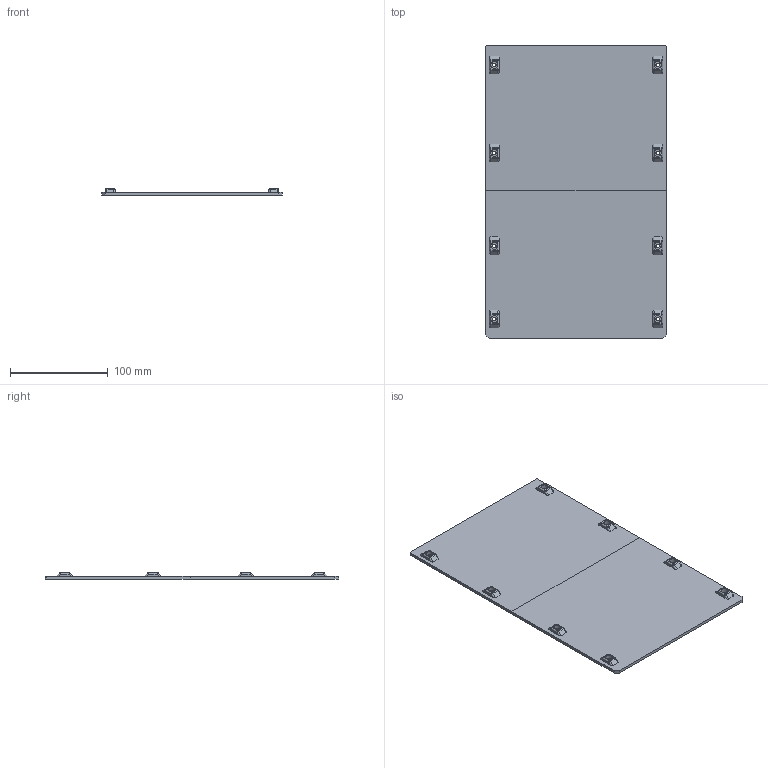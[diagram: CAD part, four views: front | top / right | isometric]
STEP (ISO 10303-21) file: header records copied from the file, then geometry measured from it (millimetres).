
FILE_DESCRIPTION(/* description */ (''),/* implementation_level */ '2;1');
FILE_NAME(/* name */ 'Bottom Panels - Template v2.step',/* time_stamp */ '2023-07-23T04:27:28-05:00',/* author */ (''),/* organization */ (''),/* preprocessor_version */ 'ST-DEVELOPER v19.2',/* originating_system */ 'Autodesk Translation Framework v12.6.0.85',/* authorisation */ '');
FILE_SCHEMA (('AUTOMOTIVE_DESIGN { 1 0 10303 214 3 1 1 }'));
Length unit declared in the file: millimetre
Products named in the file (3): Bottom Panels Template; Rear Bottom Panel - Closed; Front Bottom Panel - Closed
Assembly tree (2 placements, depth 2):
  Bottom Panels Template
    Rear Bottom Panel - Closed
    Front Bottom Panel - Closed
Bounding box: 185 x 300 x 7 mm (x, y, z)
Volume: 169278.5 mm3; surface area: 116762 mm2
Topology: 2 solids, 2 shells, 250 faces, 582 edges, 348 vertices
Faces by surface type: plane 98, cylinder 80, bspline 40, sphere 32
Full cylindrical faces by diameter (mm): 3.6 x8, 7 x8
Entity records: 7491 total; most frequent: CARTESIAN_POINT 1865, ORIENTED_EDGE 1164, DIRECTION 1100, EDGE_CURVE 582, AXIS2_PLACEMENT_3D 383, VERTEX_POINT 348, LINE 334, VECTOR 334
